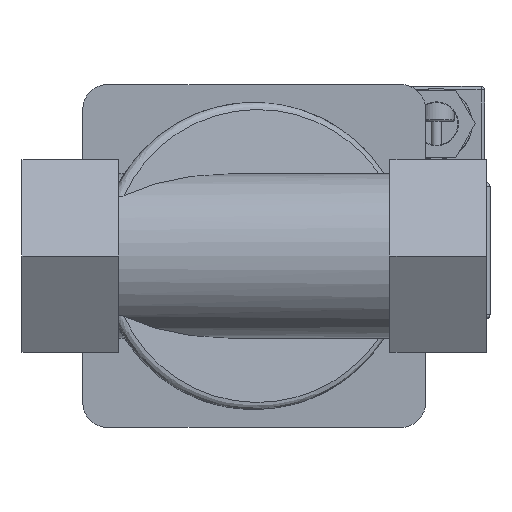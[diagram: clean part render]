
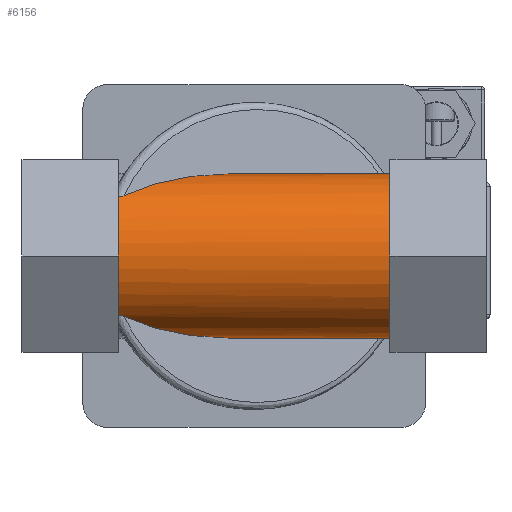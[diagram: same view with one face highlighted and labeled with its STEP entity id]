
A CAD part, front view. The second image highlights one B-rep face of the part: STEP entity #6156.
In plain terms, the highlighted cylindrical face has radius 23 mm (diameter 46 mm), a partial arc.
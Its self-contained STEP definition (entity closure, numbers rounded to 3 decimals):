
#101=ELLIPSE('',#6534,49.609,23.);
#104=ELLIPSE('',#6538,49.609,23.);
#127=B_SPLINE_CURVE_WITH_KNOTS('',3,(#9263,#9264,#9265,#9266,#9267,#9268,
#9269,#9270),.UNSPECIFIED.,.F.,.F.,(4,2,2,4),(0.431,0.49,
0.576,0.684),.UNSPECIFIED.);
#128=B_SPLINE_CURVE_WITH_KNOTS('',3,(#9337,#9338,#9339,#9340,#9341,#9342,
#9343,#9344,#9345,#9346,#9347,#9348,#9349,#9350,#9351,#9352,#9353,#9354,
#9355,#9356,#9357,#9358,#9359,#9360,#9361,#9362,#9363,#9364),
 .UNSPECIFIED.,.F.,.F.,(4,3,3,3,3,3,3,3,3,4),(0.,0.03,0.06,
0.089,0.107,0.129,0.151,
0.173,0.177,0.202),.UNSPECIFIED.);
#497=FACE_OUTER_BOUND('',#867,.T.);
#867=EDGE_LOOP('',(#4612,#4613,#4614,#4615,#4616,#4617,#4618,#4619));
#1378=LINE('',#9690,#1988);
#1379=LINE('',#9691,#1989);
#1988=VECTOR('',#7556,10.);
#1989=VECTOR('',#7557,10.);
#2459=CIRCLE('',#6562,23.);
#2471=CIRCLE('',#6593,23.);
#2739=VERTEX_POINT('',#9237);
#2742=VERTEX_POINT('',#9261);
#2743=VERTEX_POINT('',#9272);
#2744=VERTEX_POINT('',#9335);
#2745=VERTEX_POINT('',#9336);
#2749=VERTEX_POINT('',#9391);
#2827=VERTEX_POINT('',#9624);
#2828=VERTEX_POINT('',#9626);
#3365=EDGE_CURVE('',#2742,#2739,#127,.F.);
#3367=EDGE_CURVE('',#2743,#2742,#101,.T.);
#3368=EDGE_CURVE('',#2744,#2745,#128,.T.);
#3373=EDGE_CURVE('',#2744,#2749,#104,.T.);
#3409=EDGE_CURVE('',#2745,#2739,#2459,.F.);
#3484=EDGE_CURVE('',#2827,#2828,#2471,.T.);
#3517=EDGE_CURVE('',#2743,#2828,#1378,.T.);
#3518=EDGE_CURVE('',#2827,#2749,#1379,.T.);
#4612=ORIENTED_EDGE('',*,*,#3367,.F.);
#4613=ORIENTED_EDGE('',*,*,#3517,.T.);
#4614=ORIENTED_EDGE('',*,*,#3484,.F.);
#4615=ORIENTED_EDGE('',*,*,#3518,.T.);
#4616=ORIENTED_EDGE('',*,*,#3373,.F.);
#4617=ORIENTED_EDGE('',*,*,#3368,.T.);
#4618=ORIENTED_EDGE('',*,*,#3409,.T.);
#4619=ORIENTED_EDGE('',*,*,#3365,.F.);
#6001=CYLINDRICAL_SURFACE('',#6608,23.);
#6156=ADVANCED_FACE('',(#497),#6001,.T.);
#6534=AXIS2_PLACEMENT_3D('',#9274,#7290,#7291);
#6538=AXIS2_PLACEMENT_3D('',#9392,#7298,#7299);
#6562=AXIS2_PLACEMENT_3D('',#9467,#7372,#7373);
#6593=AXIS2_PLACEMENT_3D('',#9627,#7493,#7494);
#6608=AXIS2_PLACEMENT_3D('',#9689,#7554,#7555);
#7290=DIRECTION('center_axis',(-0.464,0.886,0.));
#7291=DIRECTION('ref_axis',(-0.886,-0.464,0.));
#7298=DIRECTION('center_axis',(-0.464,0.886,0.));
#7299=DIRECTION('ref_axis',(-0.886,-0.464,0.));
#7372=DIRECTION('center_axis',(-1.,0.,0.));
#7373=DIRECTION('ref_axis',(0.,0.,1.));
#7493=DIRECTION('center_axis',(1.,0.,0.));
#7494=DIRECTION('ref_axis',(0.,0.,1.));
#7554=DIRECTION('center_axis',(1.,0.,0.));
#7555=DIRECTION('ref_axis',(0.,0.,1.));
#7556=DIRECTION('',(1.,0.,0.));
#7557=DIRECTION('',(-1.,0.,0.));
#9237=CARTESIAN_POINT('',(-38.,-41.876,-16.642));
#9261=CARTESIAN_POINT('',(-36.406,-41.55,-16.947));
#9263=CARTESIAN_POINT('Ctrl Pts',(-38.,-41.876,-16.642));
#9264=CARTESIAN_POINT('Ctrl Pts',(-37.873,-41.902,-16.617));
#9265=CARTESIAN_POINT('Ctrl Pts',(-37.742,-41.912,-16.608));
#9266=CARTESIAN_POINT('Ctrl Pts',(-37.418,-41.9,-16.619));
#9267=CARTESIAN_POINT('Ctrl Pts',(-37.227,-41.864,-16.654));
#9268=CARTESIAN_POINT('Ctrl Pts',(-36.822,-41.747,-16.765));
#9269=CARTESIAN_POINT('Ctrl Pts',(-36.605,-41.654,-16.852));
#9270=CARTESIAN_POINT('Ctrl Pts',(-36.406,-41.55,-16.947));
#9272=CARTESIAN_POINT('',(-6.689,-26.,-23.));
#9274=CARTESIAN_POINT('Origin',(-6.689,-26.,0.));
#9335=CARTESIAN_POINT('',(-36.406,-41.55,16.947));
#9336=CARTESIAN_POINT('',(-38.,-41.876,16.642));
#9337=CARTESIAN_POINT('Ctrl Pts',(-36.406,-41.55,16.947));
#9338=CARTESIAN_POINT('Ctrl Pts',(-36.487,-41.592,16.908));
#9339=CARTESIAN_POINT('Ctrl Pts',(-36.568,-41.631,16.872));
#9340=CARTESIAN_POINT('Ctrl Pts',(-36.649,-41.666,16.839));
#9341=CARTESIAN_POINT('Ctrl Pts',(-36.729,-41.701,16.807));
#9342=CARTESIAN_POINT('Ctrl Pts',(-36.809,-41.733,16.777));
#9343=CARTESIAN_POINT('Ctrl Pts',(-36.888,-41.76,16.751));
#9344=CARTESIAN_POINT('Ctrl Pts',(-36.966,-41.788,16.725));
#9345=CARTESIAN_POINT('Ctrl Pts',(-37.043,-41.811,16.703));
#9346=CARTESIAN_POINT('Ctrl Pts',(-37.119,-41.831,16.684));
#9347=CARTESIAN_POINT('Ctrl Pts',(-37.165,-41.843,16.672));
#9348=CARTESIAN_POINT('Ctrl Pts',(-37.211,-41.853,16.662));
#9349=CARTESIAN_POINT('Ctrl Pts',(-37.256,-41.863,16.653));
#9350=CARTESIAN_POINT('Ctrl Pts',(-37.314,-41.874,16.642));
#9351=CARTESIAN_POINT('Ctrl Pts',(-37.373,-41.884,16.633));
#9352=CARTESIAN_POINT('Ctrl Pts',(-37.432,-41.892,16.626));
#9353=CARTESIAN_POINT('Ctrl Pts',(-37.489,-41.899,16.619));
#9354=CARTESIAN_POINT('Ctrl Pts',(-37.546,-41.904,16.614));
#9355=CARTESIAN_POINT('Ctrl Pts',(-37.604,-41.906,16.612));
#9356=CARTESIAN_POINT('Ctrl Pts',(-37.661,-41.908,16.61));
#9357=CARTESIAN_POINT('Ctrl Pts',(-37.719,-41.908,16.61));
#9358=CARTESIAN_POINT('Ctrl Pts',(-37.777,-41.904,16.614));
#9359=CARTESIAN_POINT('Ctrl Pts',(-37.788,-41.904,16.614));
#9360=CARTESIAN_POINT('Ctrl Pts',(-37.798,-41.903,16.615));
#9361=CARTESIAN_POINT('Ctrl Pts',(-37.809,-41.902,16.616));
#9362=CARTESIAN_POINT('Ctrl Pts',(-37.874,-41.897,16.621));
#9363=CARTESIAN_POINT('Ctrl Pts',(-37.937,-41.888,16.629));
#9364=CARTESIAN_POINT('Ctrl Pts',(-37.999,-41.875,16.642));
#9391=CARTESIAN_POINT('',(-6.689,-26.,23.));
#9392=CARTESIAN_POINT('Origin',(-6.689,-26.,0.));
#9467=CARTESIAN_POINT('Origin',(-38.,-26.,0.));
#9624=CARTESIAN_POINT('',(38.,-26.,23.));
#9626=CARTESIAN_POINT('',(38.,-26.,-23.));
#9627=CARTESIAN_POINT('Origin',(38.,-26.,0.));
#9689=CARTESIAN_POINT('Origin',(0.,-26.,0.));
#9690=CARTESIAN_POINT('',(0.,-26.,-23.));
#9691=CARTESIAN_POINT('',(0.,-26.,23.));
